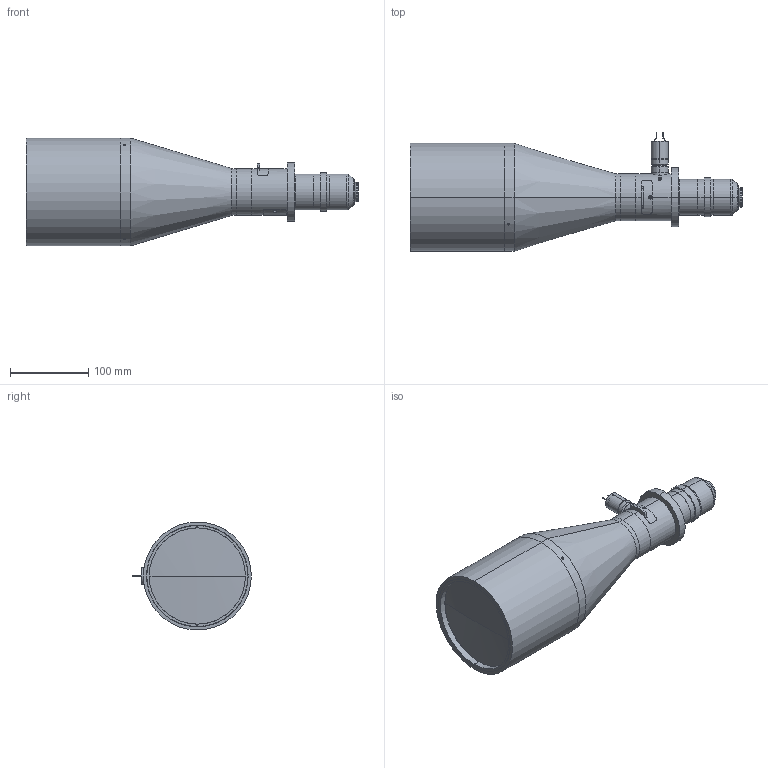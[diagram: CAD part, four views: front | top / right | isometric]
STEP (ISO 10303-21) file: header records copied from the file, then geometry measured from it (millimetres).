
FILE_DESCRIPTION (( 'STEP AP203' ), '1' );
FILE_NAME ('S5LPL1533_LED_01.STEP', '2022-03-03T10:28:29', ( '' ), ( '' ), 'SwSTEP 2.0', 'SolidWorks 2021', '' );
FILE_SCHEMA (( 'CONFIG_CONTROL_DESIGN' ));
Length unit declared in the file: millimetre
Products named in the file (41): DIN 913 - M3 x 3-N_DIN 913 - M3 x 3-N; 518001; 053710; 134317; 134316; S5LMN2935; 253509; 473403; 111311; 163501; S5LDX1520; 134330; 473405; Anschlußkabel 300 mm^134301; 111310; 134318; 516702; 516701; S5ELE1365; DIN 914 - M3 x 4-N_DIN 914 - M3 x 4-N; 473401; S5LAO1520; S5FIL0201; DIN 912 M2 x 10 --- 10N_DIN 912 M2 x 10 --- 10N; S5LAO2935; 239407; S5LED0011; 518002; 134319; 473402; DIN 912 M2 x 4 --- 4N_DIN 912 M2 x 4 --- 4N; O-Ring 15x1; 134301; S5MEC0010; 518003; 518004; 097108; S0DIF1363; 111307; S5LPL1533_LED_01 ...
Assembly tree (46 placements, depth 4):
  S5LPL1533_LED_01
    S5LAO1520
      S5LDX1520
    097108
    111307
    111310
    111311
    253509
    239407
    473401
      S5LAO2935
        S5LMN2935
      473402
      473403
      473405
      236908
      S5MEC0010
      DIN 913 - M3 x 3-N_DIN 913 - M3 x 3-N
    DIN 913 - M3 x 3-N_DIN 913 - M3 x 3-N  x3
    518001
      518002
      518003
      518004
      516701
        516702
      O-Ring 15x1
      DIN 912 M2 x 10 --- 10N_DIN 912 M2 x 10 --- 10N
      DIN 912 M2 x 4 --- 4N_DIN 912 M2 x 4 --- 4N  x2
      DIN 914 - M3 x 4-N_DIN 914 - M3 x 4-N
    163501
      134316  x2
      S0DIF1363
      S5FIL0201
      134301
        134317
        134319
        134330
        S5ELE1365
        S5LED0011
        Anschlußkabel 300 mm^134301  x2
      053710
      134318
Bounding box: 424.33 x 151.63 x 138 mm (x, y, z)
Volume: 1096034.5 mm3; surface area: 367735.3 mm2
Topology: 39 solids, 39 shells, 1049 faces, 2358 edges, 1437 vertices
Faces by surface type: cylinder 394, plane 313, cone 209, torus 124, sphere 9
Entity records: 31815 total; most frequent: CARTESIAN_POINT 5741, DIRECTION 5032, ORIENTED_EDGE 4144, AXIS2_PLACEMENT_3D 2080, EDGE_CURVE 2072, VERTEX_POINT 1273, CIRCLE 1102, EDGE_LOOP 1053
